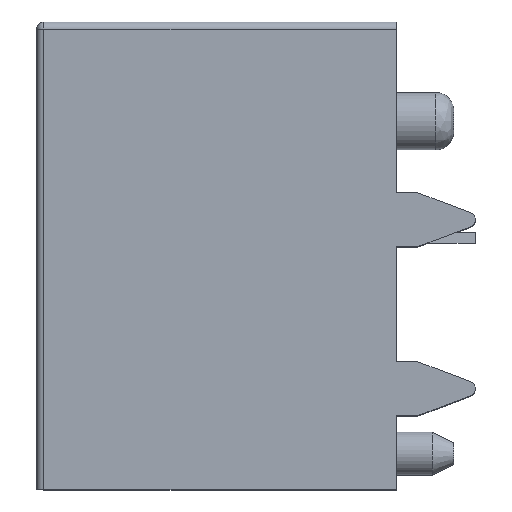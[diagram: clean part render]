
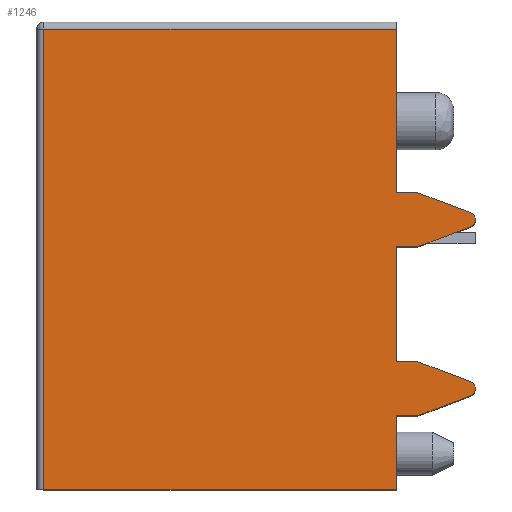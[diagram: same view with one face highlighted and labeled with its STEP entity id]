
A CAD part, top view. The second image highlights one B-rep face of the part: STEP entity #1246.
In plain terms, the highlighted planar face has unit normal (0, 0, 1).
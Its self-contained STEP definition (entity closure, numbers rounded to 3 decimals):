
#18=CARTESIAN_POINT('',(7.,0.989,5.));
#19=DIRECTION('',(0.,0.,1.));
#20=DIRECTION('',(0.351,-0.936,0.));
#21=AXIS2_PLACEMENT_3D('',#18,#19,#20);
#23=DIRECTION('',(0.936,0.351,0.));
#24=VECTOR('',#23,1.57);
#25=CARTESIAN_POINT('',(5.6,0.25,5.));
#26=LINE('',#25,#24);
#27=DIRECTION('',(1.,0.,0.));
#28=VECTOR('',#27,0.6);
#29=CARTESIAN_POINT('',(5.,-2.95,5.));
#30=LINE('',#29,#28);
#31=DIRECTION('',(-0.936,0.351,0.));
#32=VECTOR('',#31,1.57);
#33=CARTESIAN_POINT('',(7.07,-3.501,5.));
#34=LINE('',#33,#32);
#35=CARTESIAN_POINT('',(7.,-3.689,5.));
#36=DIRECTION('',(0.,0.,1.));
#37=DIRECTION('',(1.,0.,0.));
#38=AXIS2_PLACEMENT_3D('',#35,#36,#37);
#40=CARTESIAN_POINT('',(7.,-3.711,5.));
#41=DIRECTION('',(0.,0.,1.));
#42=DIRECTION('',(0.351,-0.936,0.));
#43=AXIS2_PLACEMENT_3D('',#40,#41,#42);
#45=DIRECTION('',(0.936,0.351,0.));
#46=VECTOR('',#45,1.57);
#47=CARTESIAN_POINT('',(5.6,-4.45,5.));
#48=LINE('',#47,#46);
#49=DIRECTION('',(0.,-1.,0.));
#50=VECTOR('',#49,12.8);
#51=CARTESIAN_POINT('',(-4.8,6.3,5.));
#52=LINE('',#51,#50);
#53=DIRECTION('',(1.,0.,0.));
#54=VECTOR('',#53,9.8);
#55=CARTESIAN_POINT('',(-4.8,6.3,5.));
#56=LINE('',#55,#54);
#57=DIRECTION('',(1.,0.,0.));
#58=VECTOR('',#57,0.6);
#59=CARTESIAN_POINT('',(5.,1.75,5.));
#60=LINE('',#59,#58);
#61=DIRECTION('',(-0.936,0.351,0.));
#62=VECTOR('',#61,1.57);
#63=CARTESIAN_POINT('',(7.07,1.199,5.));
#64=LINE('',#63,#62);
#65=CARTESIAN_POINT('',(7.,1.011,5.));
#66=DIRECTION('',(0.,0.,1.));
#67=DIRECTION('',(1.,0.,0.));
#68=AXIS2_PLACEMENT_3D('',#65,#66,#67);
#96=DIRECTION('',(0.,-1.,0.));
#97=VECTOR('',#96,0.023);
#98=CARTESIAN_POINT('',(7.2,1.011,5.));
#99=LINE('',#98,#97);
#144=DIRECTION('',(0.,-1.,0.));
#145=VECTOR('',#144,0.023);
#146=CARTESIAN_POINT('',(7.2,-3.689,5.));
#147=LINE('',#146,#145);
#305=DIRECTION('',(0.,1.,0.));
#306=VECTOR('',#305,2.05);
#307=CARTESIAN_POINT('',(5.,-6.5,5.));
#308=LINE('',#307,#306);
#321=DIRECTION('',(0.,1.,0.));
#322=VECTOR('',#321,3.2);
#323=CARTESIAN_POINT('',(5.,-2.95,5.));
#324=LINE('',#323,#322);
#337=DIRECTION('',(0.,1.,0.));
#338=VECTOR('',#337,4.55);
#339=CARTESIAN_POINT('',(5.,1.75,5.));
#340=LINE('',#339,#338);
#606=DIRECTION('',(1.,0.,0.));
#607=VECTOR('',#606,9.8);
#608=CARTESIAN_POINT('',(-4.8,-6.5,5.));
#609=LINE('',#608,#607);
#844=DIRECTION('',(1.,0.,0.));
#845=VECTOR('',#844,0.6);
#846=CARTESIAN_POINT('',(5.,-4.45,5.));
#847=LINE('',#846,#845);
#890=DIRECTION('',(1.,0.,0.));
#891=VECTOR('',#890,0.6);
#892=CARTESIAN_POINT('',(5.,0.25,5.));
#893=LINE('',#892,#891);
#936=CARTESIAN_POINT('',(5.,-6.5,5.));
#937=VERTEX_POINT('',#936);
#1009=CARTESIAN_POINT('',(5.,6.3,5.));
#1011=VERTEX_POINT('',#1009);
#1012=CARTESIAN_POINT('',(-4.8,6.3,5.));
#1013=VERTEX_POINT('',#1012);
#1014=CARTESIAN_POINT('',(-4.8,-6.5,5.));
#1016=VERTEX_POINT('',#1014);
#1026=CARTESIAN_POINT('',(5.,-4.45,5.));
#1027=VERTEX_POINT('',#1026);
#1028=CARTESIAN_POINT('',(5.,-2.95,5.));
#1029=CARTESIAN_POINT('',(5.,0.25,5.));
#1030=VERTEX_POINT('',#1028);
#1031=VERTEX_POINT('',#1029);
#1038=CARTESIAN_POINT('',(5.,1.75,5.));
#1039=VERTEX_POINT('',#1038);
#1046=CARTESIAN_POINT('',(5.6,1.75,5.));
#1047=VERTEX_POINT('',#1046);
#1048=CARTESIAN_POINT('',(5.6,0.25,5.));
#1049=VERTEX_POINT('',#1048);
#1054=CARTESIAN_POINT('',(5.6,-2.95,5.));
#1055=VERTEX_POINT('',#1054);
#1056=CARTESIAN_POINT('',(5.6,-4.45,5.));
#1057=VERTEX_POINT('',#1056);
#1094=CARTESIAN_POINT('',(7.07,0.801,5.));
#1095=VERTEX_POINT('',#1094);
#1096=CARTESIAN_POINT('',(7.2,0.989,5.));
#1097=VERTEX_POINT('',#1096);
#1098=CARTESIAN_POINT('',(7.2,1.011,5.));
#1099=CARTESIAN_POINT('',(7.07,1.199,5.));
#1100=VERTEX_POINT('',#1098);
#1101=VERTEX_POINT('',#1099);
#1142=CARTESIAN_POINT('',(7.07,-3.899,5.));
#1143=VERTEX_POINT('',#1142);
#1144=CARTESIAN_POINT('',(7.2,-3.711,5.));
#1145=VERTEX_POINT('',#1144);
#1146=CARTESIAN_POINT('',(7.2,-3.689,5.));
#1147=CARTESIAN_POINT('',(7.07,-3.501,5.));
#1148=VERTEX_POINT('',#1146);
#1149=VERTEX_POINT('',#1147);
#1201=CARTESIAN_POINT('',(-5.,-6.5,5.));
#1202=DIRECTION('',(0.,0.,1.));
#1203=DIRECTION('',(1.,0.,0.));
#1204=AXIS2_PLACEMENT_3D('',#1201,#1202,#1203);
#1205=PLANE('',#1204);
#1207=ORIENTED_EDGE('',*,*,#1206,.F.);
#1209=ORIENTED_EDGE('',*,*,#1208,.F.);
#1211=ORIENTED_EDGE('',*,*,#1210,.F.);
#1213=ORIENTED_EDGE('',*,*,#1212,.F.);
#1215=ORIENTED_EDGE('',*,*,#1214,.T.);
#1217=ORIENTED_EDGE('',*,*,#1216,.F.);
#1219=ORIENTED_EDGE('',*,*,#1218,.F.);
#1221=ORIENTED_EDGE('',*,*,#1220,.T.);
#1223=ORIENTED_EDGE('',*,*,#1222,.F.);
#1225=ORIENTED_EDGE('',*,*,#1224,.F.);
#1227=ORIENTED_EDGE('',*,*,#1226,.F.);
#1229=ORIENTED_EDGE('',*,*,#1228,.F.);
#1231=ORIENTED_EDGE('',*,*,#1230,.F.);
#1233=ORIENTED_EDGE('',*,*,#1232,.F.);
#1235=ORIENTED_EDGE('',*,*,#1234,.T.);
#1237=ORIENTED_EDGE('',*,*,#1236,.F.);
#1239=ORIENTED_EDGE('',*,*,#1238,.T.);
#1240=ORIENTED_EDGE('',*,*,#1177,.F.);
#1241=ORIENTED_EDGE('',*,*,#1191,.F.);
#1243=ORIENTED_EDGE('',*,*,#1242,.T.);
#1244=EDGE_LOOP('',(#1207,#1209,#1211,#1213,#1215,#1217,#1219,#1221,#1223,#1225,
#1227,#1229,#1231,#1233,#1235,#1237,#1239,#1240,#1241,#1243));
#1245=FACE_OUTER_BOUND('',#1244,.F.);
#1246=ADVANCED_FACE('',(#1245),#1205,.T.);
#22=CIRCLE('',#21,0.2);
#39=CIRCLE('',#38,0.2);
#44=CIRCLE('',#43,0.2);
#69=CIRCLE('',#68,0.2);
#1177=EDGE_CURVE('',#1101,#1047,#64,.T.);
#1191=EDGE_CURVE('',#1100,#1101,#69,.T.);
#1206=EDGE_CURVE('',#1095,#1097,#22,.T.);
#1208=EDGE_CURVE('',#1049,#1095,#26,.T.);
#1210=EDGE_CURVE('',#1031,#1049,#893,.T.);
#1212=EDGE_CURVE('',#1030,#1031,#324,.T.);
#1214=EDGE_CURVE('',#1030,#1055,#30,.T.);
#1216=EDGE_CURVE('',#1149,#1055,#34,.T.);
#1218=EDGE_CURVE('',#1148,#1149,#39,.T.);
#1220=EDGE_CURVE('',#1148,#1145,#147,.T.);
#1222=EDGE_CURVE('',#1143,#1145,#44,.T.);
#1224=EDGE_CURVE('',#1057,#1143,#48,.T.);
#1226=EDGE_CURVE('',#1027,#1057,#847,.T.);
#1228=EDGE_CURVE('',#937,#1027,#308,.T.);
#1230=EDGE_CURVE('',#1016,#937,#609,.T.);
#1232=EDGE_CURVE('',#1013,#1016,#52,.T.);
#1234=EDGE_CURVE('',#1013,#1011,#56,.T.);
#1236=EDGE_CURVE('',#1039,#1011,#340,.T.);
#1238=EDGE_CURVE('',#1039,#1047,#60,.T.);
#1242=EDGE_CURVE('',#1100,#1097,#99,.T.);
